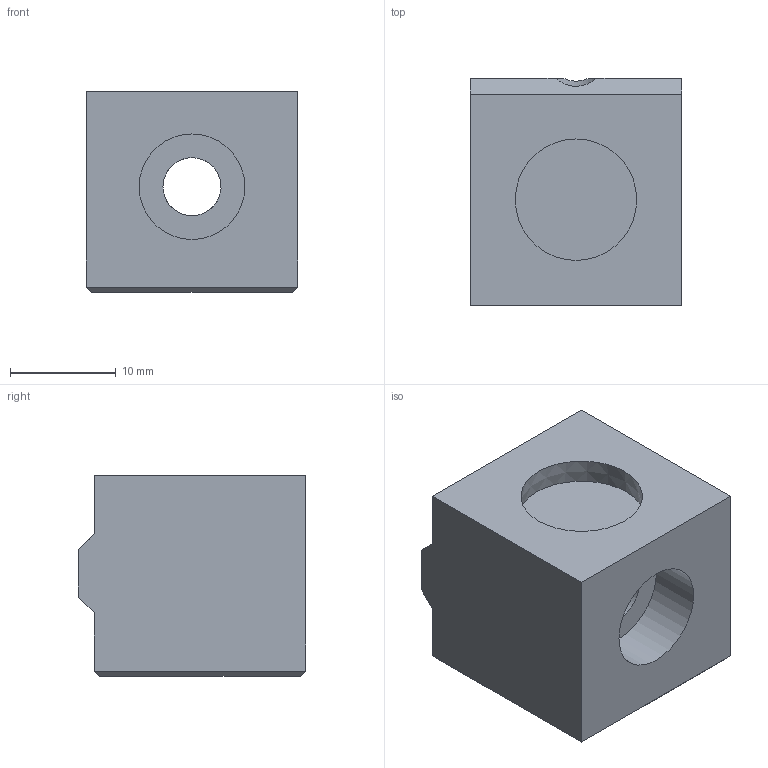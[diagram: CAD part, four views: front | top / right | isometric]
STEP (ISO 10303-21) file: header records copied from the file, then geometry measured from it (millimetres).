
FILE_DESCRIPTION(/* description */ ('Alibre Inc.'),/* implementation_level */ '2;1');
FILE_NAME(/* name */ 'export0',/* time_stamp */ '2017-07-21T18:06:18-04:00',/* author */ (''),/* organization */ (''),/* preprocessor_version */ 'ST-DEVELOPER v14',/* originating_system */ 'Alibre',/* authorisation */ '');
FILE_SCHEMA (('AUTOMOTIVE_DESIGN'));
Length unit declared in the file: centimetre
Bounding box: 20 x 21.5 x 19 mm (x, y, z)
Volume: 6715 mm3; surface area: 2832.2 mm2
Topology: 1 solids, 1 shells, 20 faces, 47 edges, 30 vertices
Faces by surface type: plane 17, cylinder 2, cone 1
Full cylindrical faces by diameter (mm): 5.5 x1, 10 x1
Entity records: 522 total; most frequent: ORIENTED_EDGE 86, CARTESIAN_POINT 86, DIRECTION 69, EDGE_CURVE 43, VECTOR 30, LINE 30, VERTEX_POINT 29, AXIS2_PLACEMENT_3D 27
